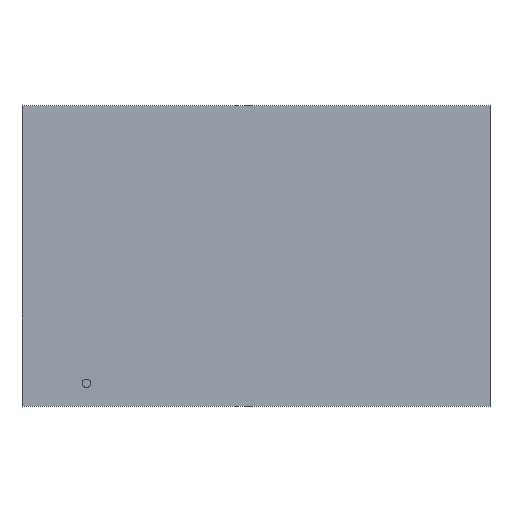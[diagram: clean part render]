
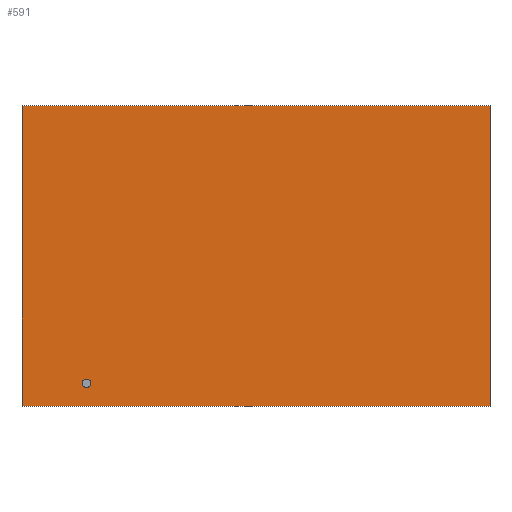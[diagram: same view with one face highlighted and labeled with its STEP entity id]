
A CAD part, top view. The second image highlights one B-rep face of the part: STEP entity #591.
In plain terms, the highlighted planar face has unit normal (0, 0, 1).
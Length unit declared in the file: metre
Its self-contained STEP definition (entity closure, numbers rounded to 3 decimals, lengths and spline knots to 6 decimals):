
#327 = EDGE_CURVE( '', #866, #867, #868, .T. );
#403 = EDGE_CURVE( '', #998, #866, #999, .T. );
#575 = EDGE_CURVE( '', #932, #998, #1241, .T. );
#591 = ADVANCED_FACE( '', ( #1261 ), #1262, .F. );
#699 = EDGE_CURVE( '', #867, #932, #1399, .T. );
#866 = VERTEX_POINT( '', #1593 );
#867 = VERTEX_POINT( '', #1594 );
#868 = LINE( '', #1595, #1596 );
#932 = VERTEX_POINT( '', #1689 );
#998 = VERTEX_POINT( '', #1785 );
#999 = LINE( '', #1786, #1787 );
#1241 = LINE( '', #2154, #2155 );
#1261 = FACE_OUTER_BOUND( '', #2187, .T. );
#1262 = PLANE( '', #2188 );
#1399 = LINE( '', #2392, #2393 );
#1593 = CARTESIAN_POINT( '', ( -0.006998, -0.004509, 0.005156 ) );
#1594 = CARTESIAN_POINT( '', ( -0.006998, 0.004483, 0.005156 ) );
#1595 = CARTESIAN_POINT( '', ( -0.006998, 0.004483, 0.005156 ) );
#1596 = VECTOR( '', #2550, 1. );
#1689 = CARTESIAN_POINT( '', ( 0.006998, 0.004483, 0.005156 ) );
#1785 = CARTESIAN_POINT( '', ( 0.006998, -0.004509, 0.005156 ) );
#1786 = CARTESIAN_POINT( '', ( -0.006998, -0.004509, 0.005156 ) );
#1787 = VECTOR( '', #2639, 1. );
#2154 = CARTESIAN_POINT( '', ( 0.006998, -0.004509, 0.005156 ) );
#2155 = VECTOR( '', #2928, 1. );
#2187 = EDGE_LOOP( '', ( #2944, #2945, #2946, #2947 ) );
#2188 = AXIS2_PLACEMENT_3D( '', #2948, #2949, #2950 );
#2392 = CARTESIAN_POINT( '', ( 0.006998, 0.004483, 0.005156 ) );
#2393 = VECTOR( '', #3138, 1. );
#2550 = DIRECTION( '', ( 0., 1., 0. ) );
#2639 = DIRECTION( '', ( -1., 0., 0. ) );
#2928 = DIRECTION( '', ( 0., -1., 0. ) );
#2944 = ORIENTED_EDGE( '', *, *, #403, .F. );
#2945 = ORIENTED_EDGE( '', *, *, #575, .F. );
#2946 = ORIENTED_EDGE( '', *, *, #699, .F. );
#2947 = ORIENTED_EDGE( '', *, *, #327, .F. );
#2948 = CARTESIAN_POINT( '', ( 0.006998, -0.004509, 0.005156 ) );
#2949 = DIRECTION( '', ( 0., 0., -1. ) );
#2950 = DIRECTION( '', ( 0., -1., 0. ) );
#3138 = DIRECTION( '', ( 1., 0., 0. ) );
